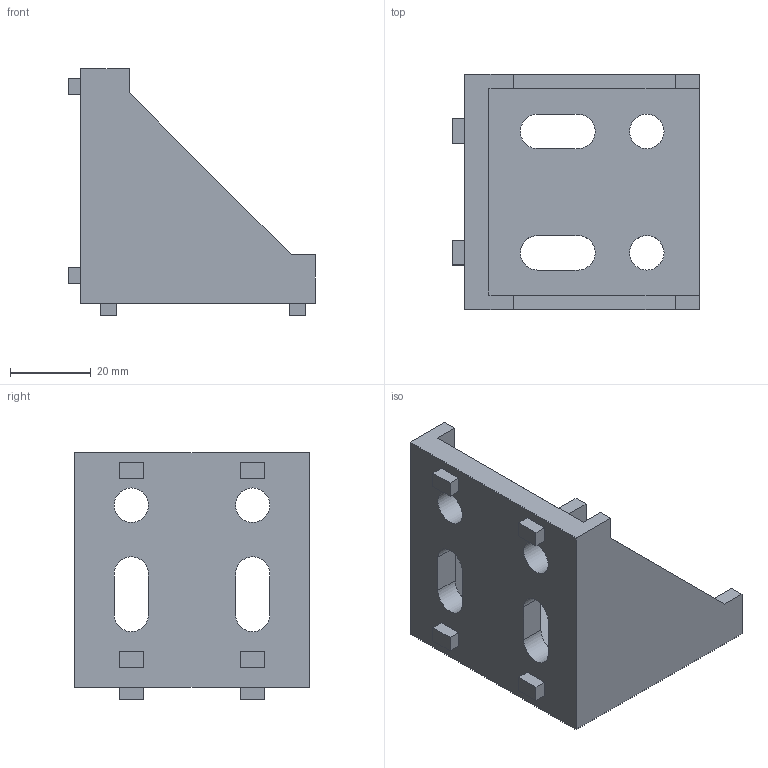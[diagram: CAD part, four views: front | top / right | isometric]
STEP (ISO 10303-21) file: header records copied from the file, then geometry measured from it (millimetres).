
FILE_DESCRIPTION(/* description */ (''),/* implementation_level */ '2;1');
FILE_NAME(/* name */ '6060 Aluminum Angle Bracket.step',/* time_stamp */ '2016-07-03T22:44:12-07:00',/* author */ (''),/* organization */ (''),/* preprocessor_version */ 'ST-DEVELOPER v16.5',/* originating_system */ 'Autodesk Translation Framework v5.0.0.3310',/* authorisation */ '');
FILE_SCHEMA (('AUTOMOTIVE_DESIGN { 1 0 10303 214 3 1 1 }'));
Length unit declared in the file: centimetre
Products named in the file (1): 6060 Aluminum Angle Bracket v2
Bounding box: 61 x 58 x 61 mm (x, y, z)
Volume: 43808.2 mm3; surface area: 20817.8 mm2
Topology: 1 solids, 1 shells, 76 faces, 198 edges, 132 vertices
Faces by surface type: plane 64, cylinder 12
Full cylindrical faces by diameter (mm): 8.5 x4
Entity records: 2342 total; most frequent: CARTESIAN_POINT 403, ORIENTED_EDGE 388, DIRECTION 372, EDGE_CURVE 194, LINE 170, VECTOR 170, VERTEX_POINT 132, EDGE_LOOP 104
